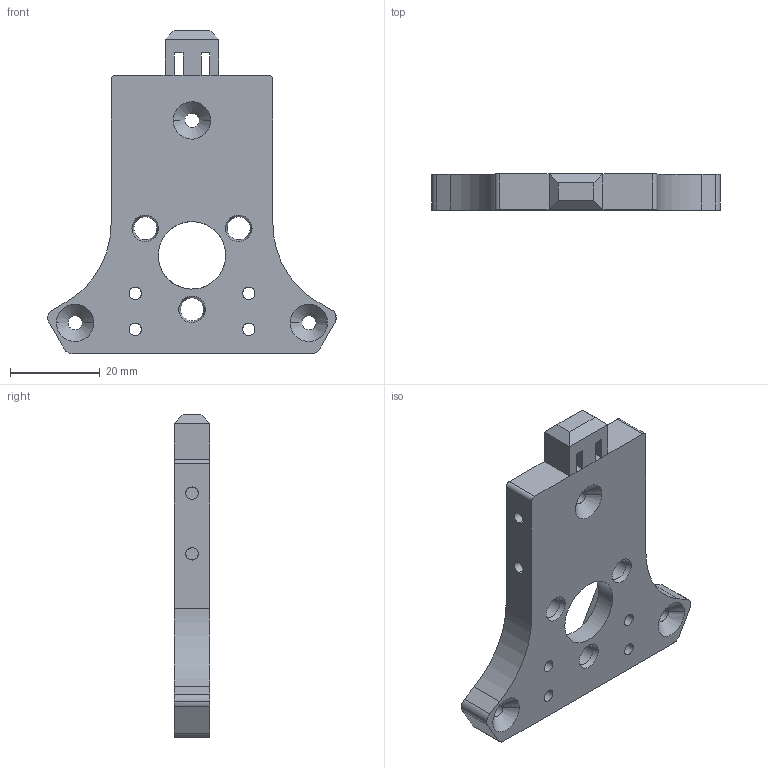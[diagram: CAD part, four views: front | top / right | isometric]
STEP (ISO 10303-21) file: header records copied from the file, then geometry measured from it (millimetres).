
FILE_DESCRIPTION(/* description */ (''),/* implementation_level */ '2;1');
FILE_NAME(/* name */ 'empty_tool_base_plate',/* time_stamp */ '2025-04-15T14:35:09-07:00',/* author */ (''),/* organization */ (''),/* preprocessor_version */ 'ST-DEVELOPER v16.5',/* originating_system */ 'Rhino 7.37',/* authorisation */ '');
FILE_SCHEMA (('CONFIG_CONTROL_DESIGN'));
Length unit declared in the file: millimetre
Products named in the file (1): Document
Bounding box: 64.15 x 8 x 71.83 mm (x, y, z)
Volume: 17438.7 mm3; surface area: 8512.6 mm2
Topology: 1 solids, 1 shells, 110 faces, 279 edges, 176 vertices
Faces by surface type: cylinder 51, plane 41, bspline 18
Entity records: 3590 total; most frequent: CARTESIAN_POINT 1686, ORIENTED_EDGE 558, EDGE_CURVE 279, VERTEX_POINT 176, EDGE_LOOP 141, B_SPLINE_CURVE_WITH_KNOTS 131, ADVANCED_FACE 110, FACE_OUTER_BOUND 110
